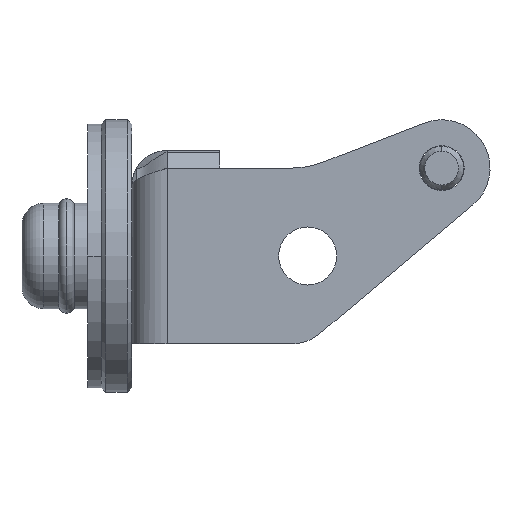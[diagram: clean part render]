
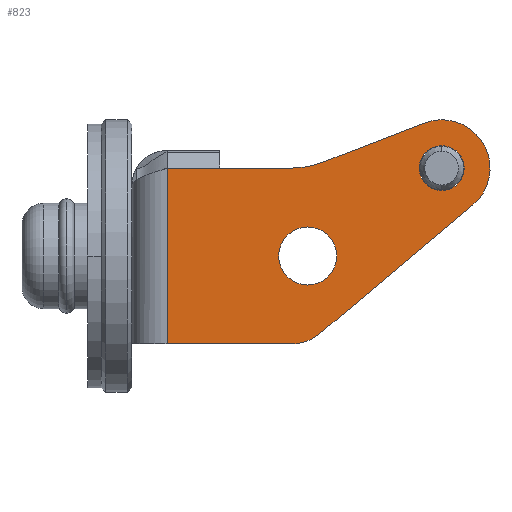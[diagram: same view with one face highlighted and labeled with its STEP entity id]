
A CAD part, left-side view. The second image highlights one B-rep face of the part: STEP entity #823.
In plain terms, the highlighted planar face has unit normal (-1, 0, 0).
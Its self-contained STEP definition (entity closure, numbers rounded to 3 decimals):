
#104=CARTESIAN_POINT('',(-28.,0.,0.));
#105=DIRECTION('',(-1.,0.,0.));
#106=DIRECTION('',(0.,0.,-1.));
#107=AXIS2_PLACEMENT_3D('',#104,#105,#106);
#109=CARTESIAN_POINT('',(-28.,0.,0.));
#110=DIRECTION('',(-1.,0.,0.));
#111=DIRECTION('',(0.,0.,1.));
#112=AXIS2_PLACEMENT_3D('',#109,#110,#111);
#114=CARTESIAN_POINT('',(-28.,-30.5,20.));
#115=DIRECTION('',(-1.,0.,0.));
#116=DIRECTION('',(0.,0.,-1.));
#117=AXIS2_PLACEMENT_3D('',#114,#115,#116);
#119=CARTESIAN_POINT('',(-28.,-30.5,20.));
#120=DIRECTION('',(-1.,0.,0.));
#121=DIRECTION('',(0.,0.,1.));
#122=AXIS2_PLACEMENT_3D('',#119,#120,#121);
#124=DIRECTION('',(0.,0.,-1.));
#125=VECTOR('',#124,40.);
#126=CARTESIAN_POINT('',(-28.,32.,20.));
#127=LINE('',#126,#125);
#128=DIRECTION('',(0.,-1.,0.));
#129=VECTOR('',#128,28.268);
#130=CARTESIAN_POINT('',(-28.,32.,20.));
#131=LINE('',#130,#129);
#132=DIRECTION('',(0.,-0.933,0.361));
#133=VECTOR('',#132,24.715);
#134=CARTESIAN_POINT('',(-28.,-3.481,21.346));
#135=LINE('',#134,#133);
#136=CARTESIAN_POINT('',(-28.,-30.5,20.));
#137=DIRECTION('',(1.,0.,0.));
#138=DIRECTION('',(0.,0.361,0.933));
#139=AXIS2_PLACEMENT_3D('',#136,#137,#138);
#141=DIRECTION('',(0.,0.766,-0.643));
#142=VECTOR('',#141,45.44);
#143=CARTESIAN_POINT('',(-28.,-37.577,11.579));
#144=LINE('',#143,#142);
#145=CARTESIAN_POINT('',(-28.,3.644,-10.));
#146=DIRECTION('',(-1.,0.,0.));
#147=DIRECTION('',(0.,0.,-1.));
#148=AXIS2_PLACEMENT_3D('',#145,#146,#147);
#150=DIRECTION('',(0.,1.,0.));
#151=VECTOR('',#150,28.356);
#152=CARTESIAN_POINT('',(-28.,3.644,-20.));
#153=LINE('',#152,#151);
#216=CARTESIAN_POINT('',(-28.,3.732,40.));
#217=DIRECTION('',(1.,0.,0.));
#218=DIRECTION('',(0.,-0.361,-0.933));
#219=AXIS2_PLACEMENT_3D('',#216,#217,#218);
#602=CARTESIAN_POINT('',(-28.,0.,-6.6));
#603=CARTESIAN_POINT('',(-28.,0.,6.6));
#604=VERTEX_POINT('',#602);
#605=VERTEX_POINT('',#603);
#606=CARTESIAN_POINT('',(-28.,-30.5,14.9));
#607=CARTESIAN_POINT('',(-28.,-30.5,25.1));
#608=VERTEX_POINT('',#606);
#609=VERTEX_POINT('',#607);
#610=CARTESIAN_POINT('',(-28.,3.644,-20.));
#611=CARTESIAN_POINT('',(-28.,-2.79,-17.656));
#612=VERTEX_POINT('',#610);
#613=VERTEX_POINT('',#611);
#614=CARTESIAN_POINT('',(-28.,-3.481,21.346));
#615=CARTESIAN_POINT('',(-28.,-26.533,30.26));
#616=VERTEX_POINT('',#614);
#617=VERTEX_POINT('',#615);
#618=CARTESIAN_POINT('',(-28.,-37.577,11.579));
#619=VERTEX_POINT('',#618);
#710=CARTESIAN_POINT('',(-28.,32.,-20.));
#711=VERTEX_POINT('',#710);
#722=CARTESIAN_POINT('',(-28.,32.,20.));
#723=CARTESIAN_POINT('',(-28.,3.732,20.));
#724=VERTEX_POINT('',#722);
#725=VERTEX_POINT('',#723);
#789=CARTESIAN_POINT('',(-28.,0.,0.));
#790=DIRECTION('',(1.,0.,0.));
#791=DIRECTION('',(0.,0.,-1.));
#792=AXIS2_PLACEMENT_3D('',#789,#790,#791);
#793=PLANE('',#792);
#795=ORIENTED_EDGE('',*,*,#794,.F.);
#797=ORIENTED_EDGE('',*,*,#796,.T.);
#799=ORIENTED_EDGE('',*,*,#798,.F.);
#801=ORIENTED_EDGE('',*,*,#800,.T.);
#803=ORIENTED_EDGE('',*,*,#802,.T.);
#805=ORIENTED_EDGE('',*,*,#804,.T.);
#807=ORIENTED_EDGE('',*,*,#806,.F.);
#809=ORIENTED_EDGE('',*,*,#808,.T.);
#810=EDGE_LOOP('',(#795,#797,#799,#801,#803,#805,#807,#809));
#811=FACE_OUTER_BOUND('',#810,.F.);
#813=ORIENTED_EDGE('',*,*,#812,.T.);
#815=ORIENTED_EDGE('',*,*,#814,.T.);
#816=EDGE_LOOP('',(#813,#815));
#817=FACE_BOUND('',#816,.F.);
#818=ORIENTED_EDGE('',*,*,#779,.T.);
#820=ORIENTED_EDGE('',*,*,#819,.T.);
#821=EDGE_LOOP('',(#818,#820));
#822=FACE_BOUND('',#821,.F.);
#108=CIRCLE('',#107,6.6);
#113=CIRCLE('',#112,6.6);
#118=CIRCLE('',#117,5.1);
#123=CIRCLE('',#122,5.1);
#140=CIRCLE('',#139,11.);
#149=CIRCLE('',#148,10.);
#220=CIRCLE('',#219,20.);
#779=EDGE_CURVE('',#604,#605,#108,.T.);
#794=EDGE_CURVE('',#724,#711,#127,.T.);
#796=EDGE_CURVE('',#724,#725,#131,.T.);
#798=EDGE_CURVE('',#616,#725,#220,.T.);
#800=EDGE_CURVE('',#616,#617,#135,.T.);
#802=EDGE_CURVE('',#617,#619,#140,.T.);
#804=EDGE_CURVE('',#619,#613,#144,.T.);
#806=EDGE_CURVE('',#612,#613,#149,.T.);
#808=EDGE_CURVE('',#612,#711,#153,.T.);
#812=EDGE_CURVE('',#608,#609,#118,.T.);
#814=EDGE_CURVE('',#609,#608,#123,.T.);
#819=EDGE_CURVE('',#605,#604,#113,.T.);
#823=ADVANCED_FACE('',(#811,#817,#822),#793,.F.);
